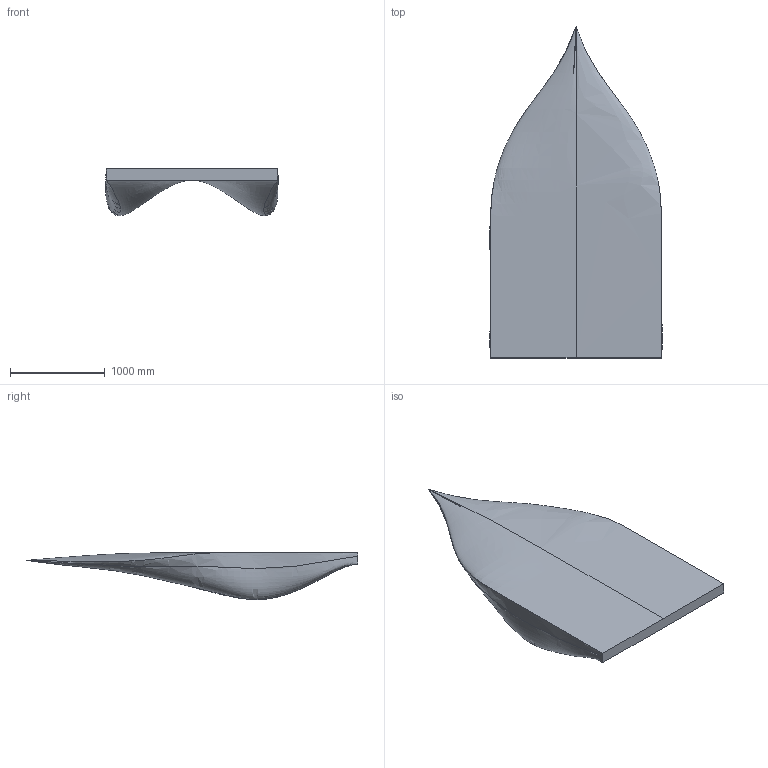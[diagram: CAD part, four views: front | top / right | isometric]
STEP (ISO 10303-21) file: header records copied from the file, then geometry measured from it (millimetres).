
FILE_DESCRIPTION(/* description */ ('','CAx-IF Rec.Pracs.---Representation and Presentation of Product Manufacturing Information (PMI)---4.0---2014-10-13'),/* implementation_level */ '2;1');
FILE_NAME(/* name */ 'fishtail cadamaran v4.step',/* time_stamp */ '2024-12-13T19:30:12-08:00',/* author */ (''),/* organization */ (''),/* preprocessor_version */ 'ST-DEVELOPER v20',/* originating_system */ 'Autodesk Translation Framework v13.20.0.188',/* authorisation */ '');
FILE_SCHEMA (('AP242_MANAGED_MODEL_BASED_3D_ENGINEERING_MIM_LF { 1 0 10303 442 1 1 4 }'));
Length unit declared in the file: metre
Products named in the file (1): fishtail cadamaran
Bounding box: 1820.44 x 3500 x 499.91 mm (x, y, z)
Volume: 1048036113.8 mm3; surface area: 11607659.1 mm2
Topology: 1 solids, 1 shells, 8 faces, 26 edges, 13 vertices
Faces by surface type: bspline 7, plane 1
Entity records: 6226 total; most frequent: CARTESIAN_POINT 6048, ORIENTED_EDGE 38, EDGE_CURVE 19, VERTEX_POINT 13, B_SPLINE_CURVE_WITH_KNOTS 12, DIRECTION 11, FACE_OUTER_BOUND 8, EDGE_LOOP 8
